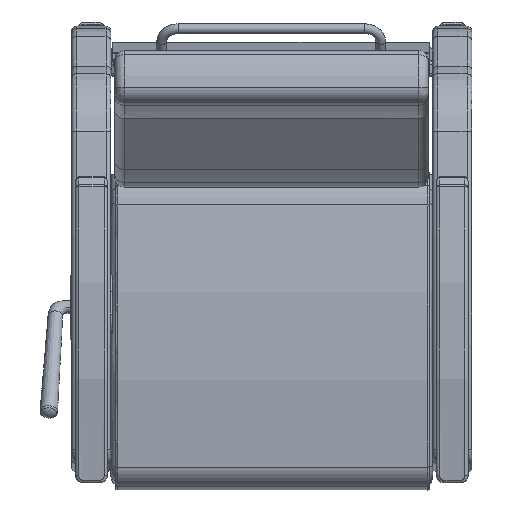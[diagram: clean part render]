
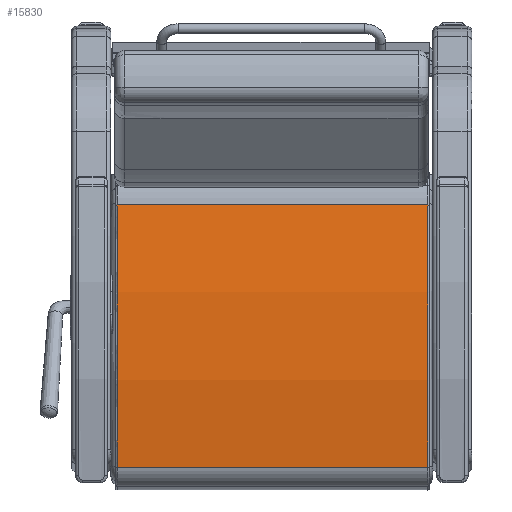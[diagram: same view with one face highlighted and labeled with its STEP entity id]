
A CAD part, front view. The second image highlights one B-rep face of the part: STEP entity #15830.
In plain terms, the highlighted free-form (B-spline) face has degree [3, 1] with [18, 2] control points.
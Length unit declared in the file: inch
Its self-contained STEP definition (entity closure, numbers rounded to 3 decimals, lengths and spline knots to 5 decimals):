
#843=B_SPLINE_SURFACE_WITH_KNOTS('',3,1,((#29953,#29954),(#29955,#29956),
(#29957,#29958),(#29959,#29960),(#29961,#29962),(#29963,#29964),(#29965,
#29966),(#29967,#29968),(#29969,#29970),(#29971,#29972),(#29973,#29974),
(#29975,#29976),(#29977,#29978),(#29979,#29980),(#29981,#29982),(#29983,
#29984),(#29985,#29986),(#29987,#29988)),.UNSPECIFIED.,.F.,.F.,.F.,(4,1,
1,1,1,1,1,1,1,1,1,1,1,1,1,4),(2,2),(-1.69612,-1.66826,
-1.6404,-1.62647,-1.59861,-1.58468,
-1.55682,-1.54289,-1.51503,-1.5011,-1.47324,
-1.45931,-1.43145,-1.41752,-1.38966,
-1.3618),(0.,91.44),.UNSPECIFIED.);
#1294=ELLIPSE('',#18029,60.30357,60.25);
#1296=ELLIPSE('',#18051,60.30357,60.25);
#2209=LINE('',#29951,#3147);
#2210=LINE('',#29990,#3148);
#3147=VECTOR('',#22562,0.3937);
#3148=VECTOR('',#22565,0.3937);
#4287=FACE_OUTER_BOUND('',#5421,.T.);
#5421=EDGE_LOOP('',(#13773,#13774,#13775,#13776));
#7752=VERTEX_POINT('',#29582);
#7753=VERTEX_POINT('',#29583);
#7772=VERTEX_POINT('',#29950);
#7773=VERTEX_POINT('',#29989);
#9777=EDGE_CURVE('',#7752,#7753,#1294,.T.);
#9806=EDGE_CURVE('',#7772,#7753,#2209,.T.);
#9808=EDGE_CURVE('',#7773,#7752,#2210,.T.);
#9809=EDGE_CURVE('',#7772,#7773,#1296,.T.);
#13773=ORIENTED_EDGE('',*,*,#9777,.F.);
#13774=ORIENTED_EDGE('',*,*,#9808,.F.);
#13775=ORIENTED_EDGE('',*,*,#9809,.F.);
#13776=ORIENTED_EDGE('',*,*,#9806,.T.);
#15830=ADVANCED_FACE('',(#4287),#843,.T.);
#18029=AXIS2_PLACEMENT_3D('',#29584,#22511,#22512);
#18051=AXIS2_PLACEMENT_3D('',#29991,#22566,#22567);
#22511=DIRECTION('center_axis',(0.,0.,
-1.));
#22512=DIRECTION('ref_axis',(1.,0.,0.));
#22562=DIRECTION('',(0.,0.,-1.));
#22565=DIRECTION('',(0.,0.,-1.));
#22566=DIRECTION('center_axis',(0.,0.,1.));
#22567=DIRECTION('ref_axis',(1.,0.,0.));
#29582=CARTESIAN_POINT('',(3.60935,-1.68389,0.124));
#29583=CARTESIAN_POINT('',(23.65848,-2.52291,0.124));
#29584=CARTESIAN_POINT('Origin',(11.14546,-61.46156,0.124));
#29950=CARTESIAN_POINT('',(23.65848,-2.52291,23.876));
#29951=CARTESIAN_POINT('',(23.65848,-2.52291,24.));
#29953=CARTESIAN_POINT('Ctrl Pts',(3.60935,-1.68389,24.));
#29954=CARTESIAN_POINT('Ctrl Pts',(3.60935,-1.68389,-12.));
#29955=CARTESIAN_POINT('Ctrl Pts',(4.16497,-1.61396,24.));
#29956=CARTESIAN_POINT('Ctrl Pts',(4.16497,-1.61396,-12.));
#29957=CARTESIAN_POINT('Ctrl Pts',(5.27817,-1.48959,24.));
#29958=CARTESIAN_POINT('Ctrl Pts',(5.27817,-1.48959,-12.));
#29959=CARTESIAN_POINT('Ctrl Pts',(6.67346,-1.3729,24.));
#29960=CARTESIAN_POINT('Ctrl Pts',(6.67346,-1.3729,-12.));
#29961=CARTESIAN_POINT('Ctrl Pts',(8.07078,-1.28537,24.));
#29962=CARTESIAN_POINT('Ctrl Pts',(8.07078,-1.28537,-12.));
#29963=CARTESIAN_POINT('Ctrl Pts',(9.18994,-1.2387,24.));
#29964=CARTESIAN_POINT('Ctrl Pts',(9.18994,-1.2387,-12.));
#29965=CARTESIAN_POINT('Ctrl Pts',(10.5897,-1.20957,24.));
#29966=CARTESIAN_POINT('Ctrl Pts',(10.5897,-1.20957,-12.));
#29967=CARTESIAN_POINT('Ctrl Pts',(11.70984,-1.20965,24.));
#29968=CARTESIAN_POINT('Ctrl Pts',(11.70984,-1.20965,-12.));
#29969=CARTESIAN_POINT('Ctrl Pts',(13.1096,-1.23898,24.));
#29970=CARTESIAN_POINT('Ctrl Pts',(13.1096,-1.23898,-12.));
#29971=CARTESIAN_POINT('Ctrl Pts',(14.22875,-1.28581,24.));
#29972=CARTESIAN_POINT('Ctrl Pts',(14.22875,-1.28581,-12.));
#29973=CARTESIAN_POINT('Ctrl Pts',(15.62606,-1.37354,24.));
#29974=CARTESIAN_POINT('Ctrl Pts',(15.62606,-1.37354,-12.));
#29975=CARTESIAN_POINT('Ctrl Pts',(16.74228,-1.46705,24.));
#29976=CARTESIAN_POINT('Ctrl Pts',(16.74228,-1.46705,-12.));
#29977=CARTESIAN_POINT('Ctrl Pts',(18.1347,-1.61302,24.));
#29978=CARTESIAN_POINT('Ctrl Pts',(18.1347,-1.61302,-12.));
#29979=CARTESIAN_POINT('Ctrl Pts',(19.24603,-1.75304,24.));
#29980=CARTESIAN_POINT('Ctrl Pts',(19.24603,-1.75304,-12.));
#29981=CARTESIAN_POINT('Ctrl Pts',(20.63114,-1.95701,24.));
#29982=CARTESIAN_POINT('Ctrl Pts',(20.63114,-1.95701,-12.));
#29983=CARTESIAN_POINT('Ctrl Pts',(22.01177,-2.18986,24.));
#29984=CARTESIAN_POINT('Ctrl Pts',(22.01177,-2.18986,-12.));
#29985=CARTESIAN_POINT('Ctrl Pts',(23.11066,-2.40681,24.));
#29986=CARTESIAN_POINT('Ctrl Pts',(23.11066,-2.40681,-12.));
#29987=CARTESIAN_POINT('Ctrl Pts',(23.65848,-2.52291,24.));
#29988=CARTESIAN_POINT('Ctrl Pts',(23.65848,-2.52291,-12.));
#29989=CARTESIAN_POINT('',(3.60935,-1.68389,23.876));
#29990=CARTESIAN_POINT('',(3.60935,-1.68389,24.));
#29991=CARTESIAN_POINT('Origin',(11.14546,-61.46156,23.876));
